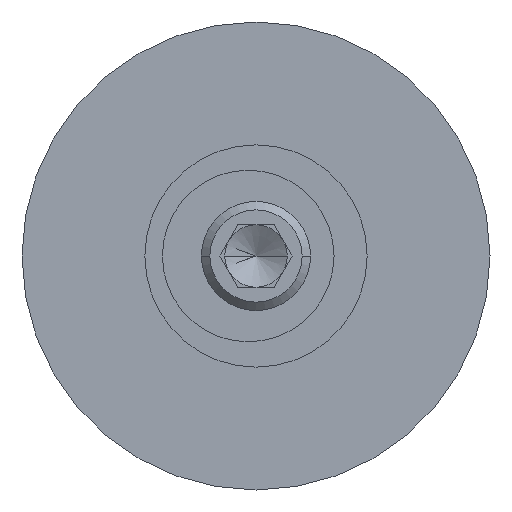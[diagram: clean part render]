
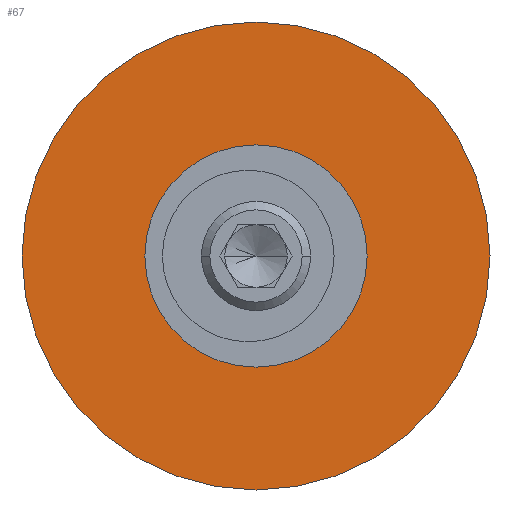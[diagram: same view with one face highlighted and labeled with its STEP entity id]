
A CAD part, left-side view. The second image highlights one B-rep face of the part: STEP entity #67.
In plain terms, the highlighted planar face has unit normal (-1, 0, 0).
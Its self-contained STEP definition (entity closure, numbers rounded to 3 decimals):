
#67=ADVANCED_FACE('',(#127,#128),#129,.T.);
#127=FACE_OUTER_BOUND('',#206,.T.);
#128=FACE_BOUND('',#207,.T.);
#129=PLANE('',#208);
#206=EDGE_LOOP('',(#391,#392));
#207=EDGE_LOOP('',(#393,#394));
#208=AXIS2_PLACEMENT_3D('',#395,#396,#397);
#391=ORIENTED_EDGE('',*,*,#526,.F.);
#392=ORIENTED_EDGE('',*,*,#560,.F.);
#393=ORIENTED_EDGE('',*,*,#531,.T.);
#394=ORIENTED_EDGE('',*,*,#558,.T.);
#395=CARTESIAN_POINT('',(-31.4,22.125,0.0));
#396=DIRECTION('',(-1.0,-0.0,0.0));
#397=DIRECTION('',(0.0,-1.0,-0.0));
#526=EDGE_CURVE('',#624,#626,#627,.T.);
#531=EDGE_CURVE('',#630,#634,#636,.T.);
#558=EDGE_CURVE('',#634,#630,#679,.T.);
#560=EDGE_CURVE('',#626,#624,#681,.T.);
#624=VERTEX_POINT('',#761);
#626=VERTEX_POINT('',#764);
#627=CIRCLE('',#765,30.0);
#630=VERTEX_POINT('',#769);
#634=VERTEX_POINT('',#774);
#636=CIRCLE('',#777,14.25);
#679=CIRCLE('',#840,14.25);
#681=CIRCLE('',#842,30.0);
#761=CARTESIAN_POINT('',(-31.4,30.0,0.0));
#764=CARTESIAN_POINT('',(-31.4,-30.0,0.));
#765=AXIS2_PLACEMENT_3D('',#906,#907,#908);
#769=CARTESIAN_POINT('',(-31.4,14.25,0.0));
#774=CARTESIAN_POINT('',(-31.4,-14.25,0.));
#777=AXIS2_PLACEMENT_3D('',#915,#916,#917);
#840=AXIS2_PLACEMENT_3D('',#956,#957,#958);
#842=AXIS2_PLACEMENT_3D('',#962,#963,#964);
#906=CARTESIAN_POINT('',(-31.4,0.0,0.0));
#907=DIRECTION('',(1.0,0.0,0.0));
#908=DIRECTION('',(0.0,1.0,0.0));
#915=CARTESIAN_POINT('',(-31.4,0.0,0.0));
#916=DIRECTION('',(1.0,0.0,0.0));
#917=DIRECTION('',(0.0,1.0,0.0));
#956=CARTESIAN_POINT('',(-31.4,0.0,0.0));
#957=DIRECTION('',(1.0,0.0,0.0));
#958=DIRECTION('',(0.0,1.0,0.0));
#962=CARTESIAN_POINT('',(-31.4,0.0,0.0));
#963=DIRECTION('',(1.0,0.0,0.0));
#964=DIRECTION('',(0.0,1.0,0.0));
